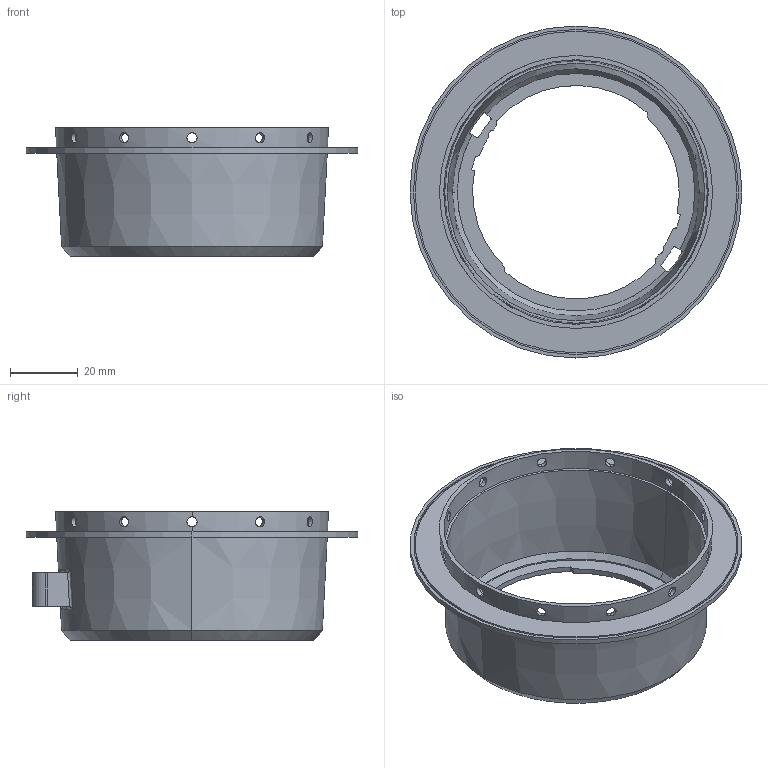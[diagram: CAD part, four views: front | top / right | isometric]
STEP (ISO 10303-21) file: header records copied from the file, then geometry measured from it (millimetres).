
FILE_DESCRIPTION (( 'STEP AP214' ), '1' );
FILE_NAME ('week13_flare_hood_b-camera side.STEP', '2025-05-27T10:42:30', ( '' ), ( '' ), 'SwSTEP 2.0', 'SolidWorks 2024', '' );
FILE_SCHEMA (( 'AUTOMOTIVE_DESIGN' ));
Length unit declared in the file: millimetre
Products named in the file (1): week13_flare_hood_b-camera side
Bounding box: 98 x 98 x 37.99 mm (x, y, z)
Volume: 23361.1 mm3; surface area: 27184.1 mm2
Topology: 1 solids, 1 shells, 123 faces, 346 edges, 225 vertices
Faces by surface type: cylinder 73, plane 26, cone 12, torus 6, bspline 6
Entity records: 5312 total; most frequent: CARTESIAN_POINT 2123, ORIENTED_EDGE 692, DIRECTION 619, EDGE_CURVE 346, AXIS2_PLACEMENT_3D 241, VERTEX_POINT 225, EDGE_LOOP 157, LINE 137
